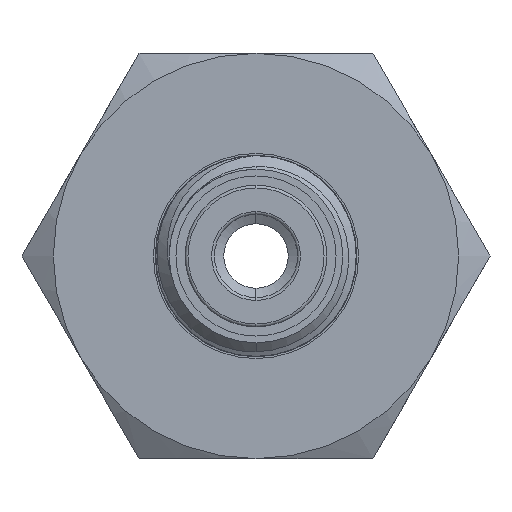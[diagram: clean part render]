
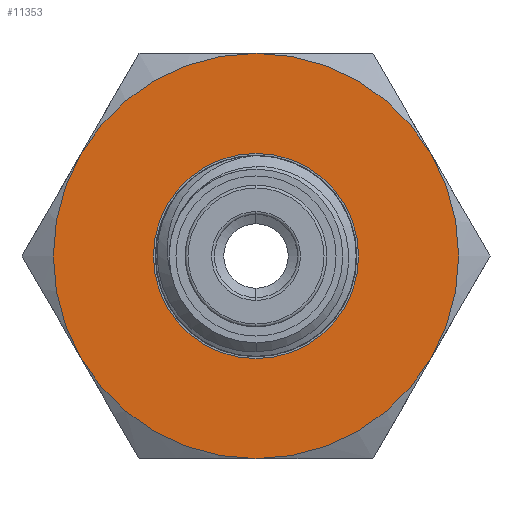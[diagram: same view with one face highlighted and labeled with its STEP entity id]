
A CAD part, left-side view. The second image highlights one B-rep face of the part: STEP entity #11353.
In plain terms, the highlighted planar face has unit normal (-1, 0, 0).
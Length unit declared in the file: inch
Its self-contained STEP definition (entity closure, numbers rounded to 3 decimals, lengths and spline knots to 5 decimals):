
#92 = EDGE_CURVE ( 'NONE', #8095, #8066, #1536, .T. ) ;
#468 = PLANE ( 'NONE',  #3951 ) ;
#478 = ORIENTED_EDGE ( 'NONE', *, *, #5596, .T. ) ;
#577 = AXIS2_PLACEMENT_3D ( 'NONE', #4874, #11395, #5913 ) ;
#632 = DIRECTION ( 'NONE',  ( -1., 0., 0. ) ) ;
#668 = DIRECTION ( 'NONE',  ( 0., 0., 1. ) ) ;
#748 = EDGE_CURVE ( 'NONE', #11557, #10041, #916, .T. ) ;
#781 = CARTESIAN_POINT ( 'NONE',  ( -0.9445, 0., 0. ) ) ;
#805 = ORIENTED_EDGE ( 'NONE', *, *, #3065, .T. ) ;
#916 = CIRCLE ( 'NONE', #577, 0.28475 ) ;
#1495 = CARTESIAN_POINT ( 'NONE',  ( -0.9445, 0., 0. ) ) ;
#1536 = CIRCLE ( 'NONE', #10151, 0.5625 ) ;
#1654 = DIRECTION ( 'NONE',  ( 0., 0., 1. ) ) ;
#1772 = CIRCLE ( 'NONE', #9811, 0.5625 ) ;
#1903 = AXIS2_PLACEMENT_3D ( 'NONE', #9906, #4448, #10845 ) ;
#2515 = ORIENTED_EDGE ( 'NONE', *, *, #8826, .T. ) ;
#2571 = CIRCLE ( 'NONE', #9895, 0.5625 ) ;
#2662 = VERTEX_POINT ( 'NONE', #4794 ) ;
#2921 = AXIS2_PLACEMENT_3D ( 'NONE', #1495, #6043, #668 ) ;
#3065 = EDGE_CURVE ( 'NONE', #4917, #8095, #5214, .T. ) ;
#3137 = FACE_OUTER_BOUND ( 'NONE', #7366, .T. ) ;
#3199 = DIRECTION ( 'NONE',  ( -1., 0., 0. ) ) ;
#3467 = EDGE_CURVE ( 'NONE', #9743, #2662, #8357, .T. ) ;
#3522 = DIRECTION ( 'NONE',  ( 0., 0., -1. ) ) ;
#3820 = CARTESIAN_POINT ( 'NONE',  ( -0.9445, 0., 0.5625 ) ) ;
#3846 = VERTEX_POINT ( 'NONE', #3820 ) ;
#3951 = AXIS2_PLACEMENT_3D ( 'NONE', #8603, #4996, #10475 ) ;
#4061 = CARTESIAN_POINT ( 'NONE',  ( -0.9445, 0., 0.28475 ) ) ;
#4151 = CIRCLE ( 'NONE', #8299, 0.28475 ) ;
#4164 = ORIENTED_EDGE ( 'NONE', *, *, #748, .T. ) ;
#4297 = FACE_BOUND ( 'NONE', #11739, .T. ) ;
#4352 = DIRECTION ( 'NONE',  ( 0., 0., 1. ) ) ;
#4448 = DIRECTION ( 'NONE',  ( -1., 0., 0. ) ) ;
#4490 = ORIENTED_EDGE ( 'NONE', *, *, #9341, .T. ) ;
#4794 = CARTESIAN_POINT ( 'NONE',  ( -0.9445, -0.48714, 0.28125 ) ) ;
#4874 = CARTESIAN_POINT ( 'NONE',  ( -0.9445, 0., 0. ) ) ;
#4917 = VERTEX_POINT ( 'NONE', #7972 ) ;
#4996 = DIRECTION ( 'NONE',  ( 1., 0., 0. ) ) ;
#5214 = CIRCLE ( 'NONE', #1903, 0.5625 ) ;
#5371 = CARTESIAN_POINT ( 'NONE',  ( -0.9445, 0., -0.5625 ) ) ;
#5579 = ORIENTED_EDGE ( 'NONE', *, *, #92, .T. ) ;
#5596 = EDGE_CURVE ( 'NONE', #2662, #3846, #1772, .T. ) ;
#5913 = DIRECTION ( 'NONE',  ( 0., 0., -1. ) ) ;
#6043 = DIRECTION ( 'NONE',  ( -1., 0., 0. ) ) ;
#6256 = CARTESIAN_POINT ( 'NONE',  ( -0.9445, 0., 0. ) ) ;
#6827 = CARTESIAN_POINT ( 'NONE',  ( -0.9445, -0.48714, -0.28125 ) ) ;
#6883 = DIRECTION ( 'NONE',  ( 0., 0., 1. ) ) ;
#7076 = DIRECTION ( 'NONE',  ( -1., 0., 0. ) ) ;
#7161 = CARTESIAN_POINT ( 'NONE',  ( -0.9445, 0., -0.28475 ) ) ;
#7366 = EDGE_LOOP ( 'NONE', ( #4490, #805, #5579, #11398, #8588, #478 ) ) ;
#7847 = CARTESIAN_POINT ( 'NONE',  ( -0.9445, 0., 0. ) ) ;
#7972 = CARTESIAN_POINT ( 'NONE',  ( -0.9445, 0.48714, 0.28125 ) ) ;
#7999 = CARTESIAN_POINT ( 'NONE',  ( -0.9445, 0., 0. ) ) ;
#8066 = VERTEX_POINT ( 'NONE', #5371 ) ;
#8095 = VERTEX_POINT ( 'NONE', #9775 ) ;
#8299 = AXIS2_PLACEMENT_3D ( 'NONE', #6256, #8999, #3522 ) ;
#8357 = CIRCLE ( 'NONE', #2921, 0.5625 ) ;
#8588 = ORIENTED_EDGE ( 'NONE', *, *, #3467, .T. ) ;
#8603 = CARTESIAN_POINT ( 'NONE',  ( -0.9445, 0., 0. ) ) ;
#8682 = DIRECTION ( 'NONE',  ( 0., 0., 1. ) ) ;
#8826 = EDGE_CURVE ( 'NONE', #10041, #11557, #4151, .T. ) ;
#8999 = DIRECTION ( 'NONE',  ( 1., 0., 0. ) ) ;
#9161 = EDGE_CURVE ( 'NONE', #8066, #9743, #2571, .T. ) ;
#9341 = EDGE_CURVE ( 'NONE', #3846, #4917, #11021, .T. ) ;
#9707 = CARTESIAN_POINT ( 'NONE',  ( -0.9445, 0., 0. ) ) ;
#9743 = VERTEX_POINT ( 'NONE', #6827 ) ;
#9775 = CARTESIAN_POINT ( 'NONE',  ( -0.9445, 0.48714, -0.28125 ) ) ;
#9811 = AXIS2_PLACEMENT_3D ( 'NONE', #781, #7076, #4352 ) ;
#9895 = AXIS2_PLACEMENT_3D ( 'NONE', #9707, #3199, #8682 ) ;
#9906 = CARTESIAN_POINT ( 'NONE',  ( -0.9445, 0., 0. ) ) ;
#10041 = VERTEX_POINT ( 'NONE', #4061 ) ;
#10151 = AXIS2_PLACEMENT_3D ( 'NONE', #7847, #11368, #6883 ) ;
#10475 = DIRECTION ( 'NONE',  ( 0., 0., -1. ) ) ;
#10845 = DIRECTION ( 'NONE',  ( 0., 0., 1. ) ) ;
#11021 = CIRCLE ( 'NONE', #11763, 0.5625 ) ;
#11353 = ADVANCED_FACE ( 'NONE', ( #4297, #3137 ), #468, .F. ) ;
#11368 = DIRECTION ( 'NONE',  ( -1., 0., 0. ) ) ;
#11395 = DIRECTION ( 'NONE',  ( 1., 0., 0. ) ) ;
#11398 = ORIENTED_EDGE ( 'NONE', *, *, #9161, .T. ) ;
#11557 = VERTEX_POINT ( 'NONE', #7161 ) ;
#11739 = EDGE_LOOP ( 'NONE', ( #4164, #2515 ) ) ;
#11763 = AXIS2_PLACEMENT_3D ( 'NONE', #7999, #632, #1654 ) ;
